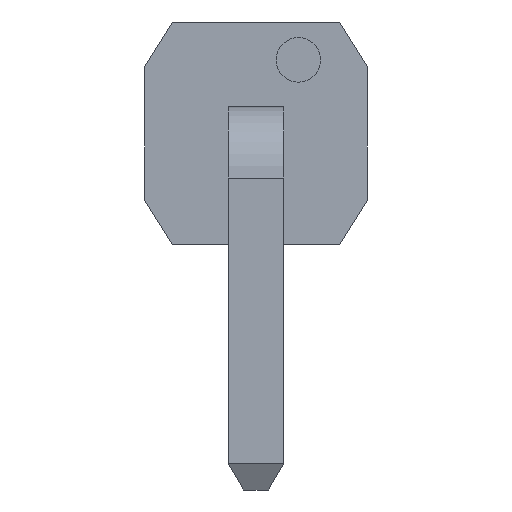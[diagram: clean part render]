
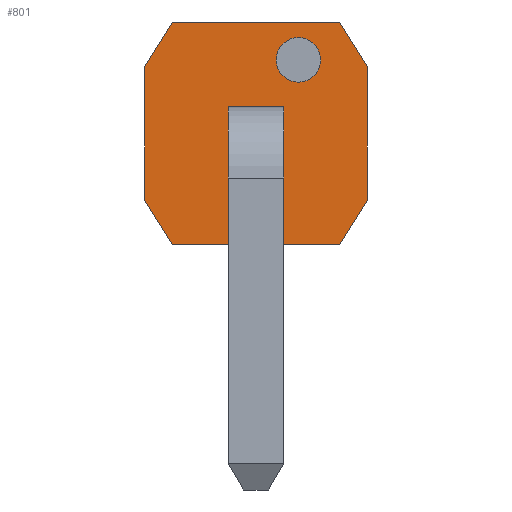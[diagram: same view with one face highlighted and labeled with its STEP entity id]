
A CAD part, front view. The second image highlights one B-rep face of the part: STEP entity #801.
In plain terms, the highlighted planar face has unit normal (0, -1, 0).
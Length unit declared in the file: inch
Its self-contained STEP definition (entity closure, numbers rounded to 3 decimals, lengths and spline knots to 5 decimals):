
#2 = VERTEX_POINT ( 'NONE', #348 ) ;
#3 = VERTEX_POINT ( 'NONE', #296 ) ;
#4 = VERTEX_POINT ( 'NONE', #361 ) ;
#5 = ORIENTED_EDGE ( 'NONE', *, *, #50, .F. ) ;
#9 = ORIENTED_EDGE ( 'NONE', *, *, #51, .T. ) ;
#13 = ORIENTED_EDGE ( 'NONE', *, *, #30, .F. ) ;
#14 = VERTEX_POINT ( 'NONE', #336 ) ;
#15 = ORIENTED_EDGE ( 'NONE', *, *, #37, .F. ) ;
#16 = EDGE_CURVE ( 'NONE', #804, #40, #310, .T. ) ;
#17 = EDGE_CURVE ( 'NONE', #18, #29, #289, .T. ) ;
#18 = VERTEX_POINT ( 'NONE', #311 ) ;
#19 = EDGE_CURVE ( 'NONE', #29, #28, #282, .T. ) ;
#22 = VERTEX_POINT ( 'NONE', #445 ) ;
#23 = ORIENTED_EDGE ( 'NONE', *, *, #89, .F. ) ;
#25 = EDGE_CURVE ( 'NONE', #28, #3, #450, .T. ) ;
#28 = VERTEX_POINT ( 'NONE', #449 ) ;
#29 = VERTEX_POINT ( 'NONE', #413 ) ;
#30 = EDGE_CURVE ( 'NONE', #2, #4, #414, .T. ) ;
#34 = ORIENTED_EDGE ( 'NONE', *, *, #19, .F. ) ;
#37 = EDGE_CURVE ( 'NONE', #38, #40, #427, .T. ) ;
#38 = VERTEX_POINT ( 'NONE', #426 ) ;
#39 = ORIENTED_EDGE ( 'NONE', *, *, #43, .F. ) ;
#40 = VERTEX_POINT ( 'NONE', #447 ) ;
#43 = EDGE_CURVE ( 'NONE', #58, #14, #402, .T. ) ;
#48 = ORIENTED_EDGE ( 'NONE', *, *, #81, .F. ) ;
#49 = EDGE_LOOP ( 'NONE', ( #5, #13 ) ) ;
#50 = EDGE_CURVE ( 'NONE', #4, #2, #432, .T. ) ;
#51 = EDGE_CURVE ( 'NONE', #38, #3, #380, .T. ) ;
#54 = VERTEX_POINT ( 'NONE', #395 ) ;
#55 = EDGE_LOOP ( 'NONE', ( #23, #78, #39, #48 ) ) ;
#58 = VERTEX_POINT ( 'NONE', #394 ) ;
#78 = ORIENTED_EDGE ( 'NONE', *, *, #87, .F. ) ;
#81 = EDGE_CURVE ( 'NONE', #22, #58, #547, .T. ) ;
#87 = EDGE_CURVE ( 'NONE', #14, #54, #531, .T. ) ;
#89 = EDGE_CURVE ( 'NONE', #54, #22, #489, .T. ) ;
#279 = DIRECTION ( 'NONE',  ( 0.53, 0., -0.848 ) ) ;
#280 = VECTOR ( 'NONE', #279, 39.37008 ) ;
#281 = CARTESIAN_POINT ( 'NONE',  ( 0.10787, -0.09, -0.03258 ) ) ;
#282 = LINE ( 'NONE', #281, #280 ) ;
#286 = DIRECTION ( 'NONE',  ( 1., 0., 0. ) ) ;
#287 = VECTOR ( 'NONE', #286, 39.37008 ) ;
#288 = CARTESIAN_POINT ( 'NONE',  ( 0., -0.09, 0. ) ) ;
#289 = LINE ( 'NONE', #288, #287 ) ;
#291 = DIRECTION ( 'NONE',  ( 0.53, 0., -0.848 ) ) ;
#296 = CARTESIAN_POINT ( 'NONE',  ( 0.1, -0.09, -0.08 ) ) ;
#310 = LINE ( 'NONE', #317, #316 ) ;
#311 = CARTESIAN_POINT ( 'NONE',  ( 0.0125, -0.09, 0. ) ) ;
#316 = VECTOR ( 'NONE', #291, 39.37008 ) ;
#317 = CARTESIAN_POINT ( 'NONE',  ( 0.00899, -0.09, -0.09438 ) ) ;
#336 = CARTESIAN_POINT ( 'NONE',  ( 0.0625, -0.09, -0.038 ) ) ;
#348 = CARTESIAN_POINT ( 'NONE',  ( 0.069, -0.09, -0.027 ) ) ;
#361 = CARTESIAN_POINT ( 'NONE',  ( 0.069, -0.09, -0.007 ) ) ;
#368 = DIRECTION ( 'NONE',  ( 0., 0., -1. ) ) ;
#369 = DIRECTION ( 'NONE',  ( 0., -1., 0. ) ) ;
#370 = CARTESIAN_POINT ( 'NONE',  ( 0.069, -0.09, -0.017 ) ) ;
#371 = AXIS2_PLACEMENT_3D ( 'NONE', #370, #369, #368 ) ;
#377 = DIRECTION ( 'NONE',  ( 0.53, 0., 0.848 ) ) ;
#378 = VECTOR ( 'NONE', #377, 39.37008 ) ;
#379 = CARTESIAN_POINT ( 'NONE',  ( 0.06292, -0.09, -0.13933 ) ) ;
#380 = LINE ( 'NONE', #379, #378 ) ;
#382 = DIRECTION ( 'NONE',  ( 0., 0., -1. ) ) ;
#394 = CARTESIAN_POINT ( 'NONE',  ( 0.0625, -0.09, -0.063 ) ) ;
#395 = CARTESIAN_POINT ( 'NONE',  ( 0.0375, -0.09, -0.038 ) ) ;
#399 = DIRECTION ( 'NONE',  ( 0., 0., 1. ) ) ;
#400 = VECTOR ( 'NONE', #399, 39.37008 ) ;
#401 = CARTESIAN_POINT ( 'NONE',  ( 0.0625, -0.09, -0.063 ) ) ;
#402 = LINE ( 'NONE', #401, #400 ) ;
#403 = AXIS2_PLACEMENT_3D ( 'NONE', #428, #448, #382 ) ;
#413 = CARTESIAN_POINT ( 'NONE',  ( 0.0875, -0.09, 0. ) ) ;
#414 = CIRCLE ( 'NONE', #371, 0.01 ) ;
#426 = CARTESIAN_POINT ( 'NONE',  ( 0.0875, -0.09, -0.1 ) ) ;
#427 = LINE ( 'NONE', #438, #437 ) ;
#428 = CARTESIAN_POINT ( 'NONE',  ( 0.069, -0.09, -0.017 ) ) ;
#432 = CIRCLE ( 'NONE', #403, 0.01 ) ;
#436 = DIRECTION ( 'NONE',  ( -1., 0., 0. ) ) ;
#437 = VECTOR ( 'NONE', #436, 39.37008 ) ;
#438 = CARTESIAN_POINT ( 'NONE',  ( 0., -0.09, -0.1 ) ) ;
#439 = DIRECTION ( 'NONE',  ( 0., 0., -1. ) ) ;
#440 = VECTOR ( 'NONE', #439, 39.37008 ) ;
#445 = CARTESIAN_POINT ( 'NONE',  ( 0.0375, -0.09, -0.063 ) ) ;
#447 = CARTESIAN_POINT ( 'NONE',  ( 0.0125, -0.09, -0.1 ) ) ;
#448 = DIRECTION ( 'NONE',  ( 0., -1., 0. ) ) ;
#449 = CARTESIAN_POINT ( 'NONE',  ( 0.1, -0.09, -0.02 ) ) ;
#450 = LINE ( 'NONE', #451, #440 ) ;
#451 = CARTESIAN_POINT ( 'NONE',  ( 0.1, -0.09, -0.1 ) ) ;
#486 = DIRECTION ( 'NONE',  ( 0., 0., -1. ) ) ;
#487 = VECTOR ( 'NONE', #486, 39.37008 ) ;
#488 = CARTESIAN_POINT ( 'NONE',  ( 0.0375, -0.09, -0.038 ) ) ;
#489 = LINE ( 'NONE', #488, #487 ) ;
#491 = DIRECTION ( 'NONE',  ( -1., 0., 0. ) ) ;
#529 = VECTOR ( 'NONE', #491, 39.37008 ) ;
#530 = CARTESIAN_POINT ( 'NONE',  ( 0.0625, -0.09, -0.038 ) ) ;
#531 = LINE ( 'NONE', #530, #529 ) ;
#544 = DIRECTION ( 'NONE',  ( 1., 0., 0. ) ) ;
#545 = VECTOR ( 'NONE', #544, 39.37008 ) ;
#546 = CARTESIAN_POINT ( 'NONE',  ( 0.0375, -0.09, -0.063 ) ) ;
#547 = LINE ( 'NONE', #546, #545 ) ;
#798 = EDGE_LOOP ( 'NONE', ( #799, #34, #802, #809, #806, #805, #15, #9 ) ) ;
#799 = ORIENTED_EDGE ( 'NONE', *, *, #25, .F. ) ;
#801 = ADVANCED_FACE ( 'NONE', ( #994, #990, #1009 ), #1002, .T. ) ;
#802 = ORIENTED_EDGE ( 'NONE', *, *, #17, .F. ) ;
#804 = VERTEX_POINT ( 'NONE', #1000 ) ;
#805 = ORIENTED_EDGE ( 'NONE', *, *, #16, .T. ) ;
#806 = ORIENTED_EDGE ( 'NONE', *, *, #810, .F. ) ;
#809 = ORIENTED_EDGE ( 'NONE', *, *, #811, .F. ) ;
#810 = EDGE_CURVE ( 'NONE', #804, #813, #984, .T. ) ;
#811 = EDGE_CURVE ( 'NONE', #813, #18, #985, .T. ) ;
#813 = VERTEX_POINT ( 'NONE', #1001 ) ;
#975 = DIRECTION ( 'NONE',  ( 0.53, 0., 0.848 ) ) ;
#976 = VECTOR ( 'NONE', #975, 39.37008 ) ;
#977 = CARTESIAN_POINT ( 'NONE',  ( -0.03596, -0.09, -0.07753 ) ) ;
#981 = DIRECTION ( 'NONE',  ( 0., 0., 1. ) ) ;
#982 = VECTOR ( 'NONE', #981, 39.37008 ) ;
#983 = CARTESIAN_POINT ( 'NONE',  ( 0., -0.09, 0. ) ) ;
#984 = LINE ( 'NONE', #983, #982 ) ;
#985 = LINE ( 'NONE', #977, #976 ) ;
#987 = DIRECTION ( 'NONE',  ( 0., 0., -1. ) ) ;
#988 = DIRECTION ( 'NONE',  ( 0., -1., 0. ) ) ;
#989 = AXIS2_PLACEMENT_3D ( 'NONE', #1011, #988, #987 ) ;
#990 = FACE_BOUND ( 'NONE', #55, .T. ) ;
#994 = FACE_OUTER_BOUND ( 'NONE', #798, .T. ) ;
#1000 = CARTESIAN_POINT ( 'NONE',  ( 0., -0.09, -0.08 ) ) ;
#1001 = CARTESIAN_POINT ( 'NONE',  ( 0., -0.09, -0.02 ) ) ;
#1002 = PLANE ( 'NONE',  #989 ) ;
#1009 = FACE_BOUND ( 'NONE', #49, .T. ) ;
#1011 = CARTESIAN_POINT ( 'NONE',  ( 0., -0.09, -0.1 ) ) ;
